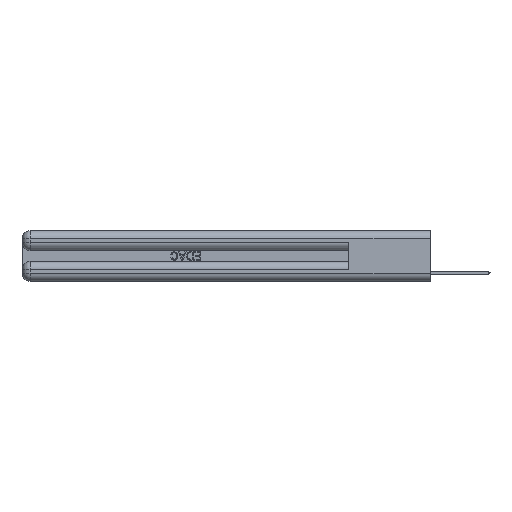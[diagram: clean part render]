
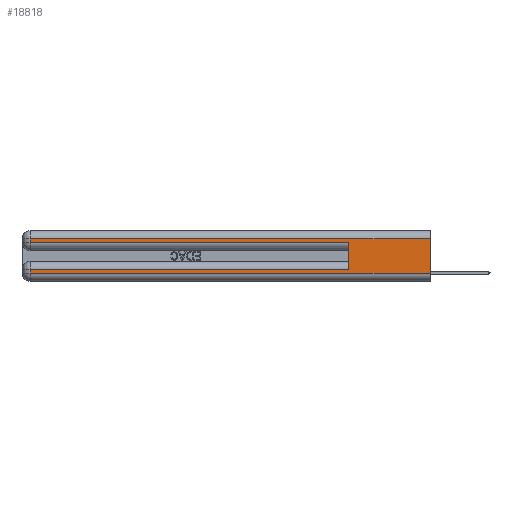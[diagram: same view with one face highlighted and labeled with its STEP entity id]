
A CAD part, left-side view. The second image highlights one B-rep face of the part: STEP entity #18818.
In plain terms, the highlighted planar face has unit normal (-1, 0, 0).
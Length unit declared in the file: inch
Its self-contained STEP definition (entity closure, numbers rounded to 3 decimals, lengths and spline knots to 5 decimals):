
#141 = AXIS2_PLACEMENT_3D ( 'NONE', #15128, #2574, #4687 ) ;
#309 = EDGE_CURVE ( 'NONE', #8809, #26108, #7800, .T. ) ;
#426 = EDGE_CURVE ( 'NONE', #21920, #5347, #11987, .T. ) ;
#430 = ORIENTED_EDGE ( 'NONE', *, *, #426, .T. ) ;
#634 = EDGE_CURVE ( 'NONE', #25999, #20365, #13585, .T. ) ;
#950 = CARTESIAN_POINT ( 'NONE',  ( 0., 2.94, 0.085 ) ) ;
#1339 = DIRECTION ( 'NONE',  ( 0., -1., 0. ) ) ;
#2046 = DIRECTION ( 'NONE',  ( 0., 1., 0. ) ) ;
#2283 = VERTEX_POINT ( 'NONE', #10738 ) ;
#2380 = VECTOR ( 'NONE', #20357, 39.37008 ) ;
#2574 = DIRECTION ( 'NONE',  ( 1., 0., 0. ) ) ;
#2903 = LINE ( 'NONE', #19845, #11858 ) ;
#3784 = CARTESIAN_POINT ( 'NONE',  ( 0., 0.6, 0.145 ) ) ;
#3787 = CARTESIAN_POINT ( 'NONE',  ( 0., 2.94, 0.31 ) ) ;
#4499 = CARTESIAN_POINT ( 'NONE',  ( 0., 0., 0.31 ) ) ;
#4687 = DIRECTION ( 'NONE',  ( 0., 0., -1. ) ) ;
#5234 = CARTESIAN_POINT ( 'NONE',  ( 0., 0.6, 0.285 ) ) ;
#5347 = VERTEX_POINT ( 'NONE', #3787 ) ;
#5432 = CARTESIAN_POINT ( 'NONE',  ( 0., 0.6, 0.085 ) ) ;
#5603 = FACE_OUTER_BOUND ( 'NONE', #25538, .T. ) ;
#5725 = VECTOR ( 'NONE', #6760, 39.37008 ) ;
#5791 = CARTESIAN_POINT ( 'NONE',  ( 0., 0., 0.31 ) ) ;
#6288 = DIRECTION ( 'NONE',  ( 0., 0., -1. ) ) ;
#6659 = CARTESIAN_POINT ( 'NONE',  ( 0., 0., 0.37 ) ) ;
#6760 = DIRECTION ( 'NONE',  ( 0., 0., -1. ) ) ;
#7367 = EDGE_CURVE ( 'NONE', #8809, #25999, #9612, .T. ) ;
#7800 = LINE ( 'NONE', #3784, #2380 ) ;
#7953 = ORIENTED_EDGE ( 'NONE', *, *, #17828, .T. ) ;
#8110 = VECTOR ( 'NONE', #17823, 39.37008 ) ;
#8534 = VECTOR ( 'NONE', #21711, 39.37008 ) ;
#8809 = VERTEX_POINT ( 'NONE', #5432 ) ;
#9338 = VERTEX_POINT ( 'NONE', #22716 ) ;
#9612 = LINE ( 'NONE', #18203, #10903 ) ;
#9667 = CARTESIAN_POINT ( 'NONE',  ( 0., 2.94, 0.06 ) ) ;
#9751 = DIRECTION ( 'NONE',  ( 0., 0., -1. ) ) ;
#10738 = CARTESIAN_POINT ( 'NONE',  ( 0., 0., 0.06 ) ) ;
#10903 = VECTOR ( 'NONE', #2046, 39.37008 ) ;
#10941 = ORIENTED_EDGE ( 'NONE', *, *, #11992, .T. ) ;
#11301 = VECTOR ( 'NONE', #6288, 39.37008 ) ;
#11858 = VECTOR ( 'NONE', #1339, 39.37008 ) ;
#11987 = LINE ( 'NONE', #5791, #8110 ) ;
#11992 = EDGE_CURVE ( 'NONE', #5347, #9338, #15779, .T. ) ;
#13585 = LINE ( 'NONE', #25565, #23781 ) ;
#13619 = CARTESIAN_POINT ( 'NONE',  ( 0., 0., 0.06 ) ) ;
#13773 = ORIENTED_EDGE ( 'NONE', *, *, #634, .T. ) ;
#13992 = LINE ( 'NONE', #13619, #8534 ) ;
#15115 = ORIENTED_EDGE ( 'NONE', *, *, #7367, .T. ) ;
#15128 = CARTESIAN_POINT ( 'NONE',  ( 0., 0., 0.37 ) ) ;
#15779 = LINE ( 'NONE', #16433, #11301 ) ;
#16433 = CARTESIAN_POINT ( 'NONE',  ( 0., 2.94, 0.37 ) ) ;
#17823 = DIRECTION ( 'NONE',  ( 0., 1., 0. ) ) ;
#17828 = EDGE_CURVE ( 'NONE', #20365, #2283, #13992, .T. ) ;
#18203 = CARTESIAN_POINT ( 'NONE',  ( 0., 0., 0.085 ) ) ;
#18818 = ADVANCED_FACE ( 'NONE', ( #5603 ), #21155, .F. ) ;
#19561 = EDGE_CURVE ( 'NONE', #9338, #26108, #2903, .T. ) ;
#19845 = CARTESIAN_POINT ( 'NONE',  ( 0., 0., 0.285 ) ) ;
#20022 = EDGE_CURVE ( 'NONE', #21920, #2283, #20764, .T. ) ;
#20357 = DIRECTION ( 'NONE',  ( 0., 0., 1. ) ) ;
#20365 = VERTEX_POINT ( 'NONE', #9667 ) ;
#20764 = LINE ( 'NONE', #6659, #5725 ) ;
#20958 = ORIENTED_EDGE ( 'NONE', *, *, #19561, .T. ) ;
#21155 = PLANE ( 'NONE',  #141 ) ;
#21711 = DIRECTION ( 'NONE',  ( 0., -1., 0. ) ) ;
#21920 = VERTEX_POINT ( 'NONE', #4499 ) ;
#22716 = CARTESIAN_POINT ( 'NONE',  ( 0., 2.94, 0.285 ) ) ;
#23781 = VECTOR ( 'NONE', #9751, 39.37008 ) ;
#24916 = ORIENTED_EDGE ( 'NONE', *, *, #309, .F. ) ;
#25356 = ORIENTED_EDGE ( 'NONE', *, *, #20022, .F. ) ;
#25538 = EDGE_LOOP ( 'NONE', ( #25356, #430, #10941, #20958, #24916, #15115, #13773, #7953 ) ) ;
#25565 = CARTESIAN_POINT ( 'NONE',  ( 0., 2.94, 0.37 ) ) ;
#25999 = VERTEX_POINT ( 'NONE', #950 ) ;
#26108 = VERTEX_POINT ( 'NONE', #5234 ) ;
